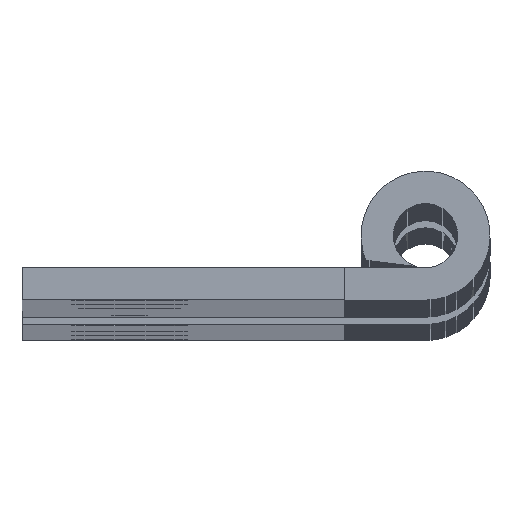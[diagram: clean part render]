
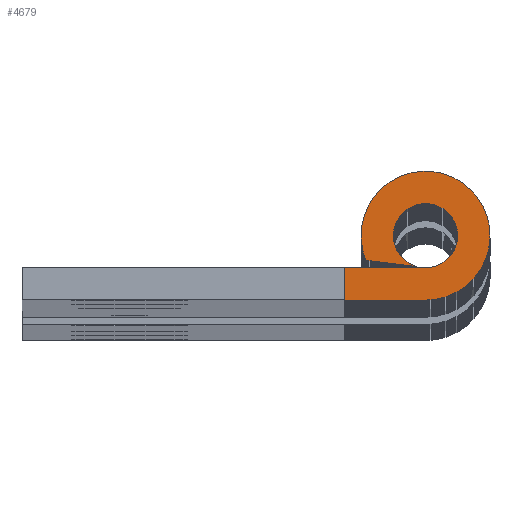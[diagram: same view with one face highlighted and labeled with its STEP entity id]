
A CAD part, top view. The second image highlights one B-rep face of the part: STEP entity #4679.
In plain terms, the highlighted planar face has unit normal (0, 0, 1).
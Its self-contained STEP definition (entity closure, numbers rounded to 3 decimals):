
#3778=CARTESIAN_POINT('',(17.472,-23.224,533.));
#3779=VERTEX_POINT('',#3778);
#3786=CARTESIAN_POINT('',(21.244,-23.224,533.));
#3787=VERTEX_POINT('',#3786);
#3788=CARTESIAN_POINT('',(17.472,-23.224,533.));
#3789=DIRECTION('',(1.0,0.0,0.0));
#3790=VECTOR('',#3789,3.772);
#3791=LINE('',#3788,#3790);
#3792=EDGE_CURVE('',#3779,#3787,#3791,.T.);
#4621=CARTESIAN_POINT('',(17.472,-24.724,533.));
#4622=VERTEX_POINT('',#4621);
#4629=CARTESIAN_POINT('',(17.472,-24.724,533.));
#4630=DIRECTION('',(0.0,1.0,0.0));
#4631=VECTOR('',#4630,1.5);
#4632=LINE('',#4629,#4631);
#4633=EDGE_CURVE('',#4622,#3779,#4632,.T.);
#4638=CARTESIAN_POINT('',(17.472,-24.724,533.));
#4639=DIRECTION('',(0.0,0.0,-1.0));
#4640=DIRECTION('',(-1.0,0.0,0.0));
#4641=AXIS2_PLACEMENT_3D('',#4638,#4639,#4640);
#4642=PLANE('',#4641);
#4643=ORIENTED_EDGE('',*,*,#3792,.F.);
#4644=ORIENTED_EDGE('',*,*,#4633,.F.);
#4645=CARTESIAN_POINT('',(21.244,-24.724,533.));
#4646=VERTEX_POINT('',#4645);
#4647=CARTESIAN_POINT('',(21.244,-24.724,533.));
#4648=DIRECTION('',(-1.0,0.0,0.0));
#4649=VECTOR('',#4648,3.772);
#4650=LINE('',#4647,#4649);
#4651=EDGE_CURVE('',#4646,#4622,#4650,.T.);
#4652=ORIENTED_EDGE('',*,*,#4651,.F.);
#4653=CARTESIAN_POINT('',(18.472,-22.872,533.));
#4654=VERTEX_POINT('',#4653);
#4655=CARTESIAN_POINT('',(21.244,-21.724,533.));
#4656=DIRECTION('',(0.0,0.0,-1.0));
#4657=DIRECTION('',(0.0,-1.0,0.0));
#4658=AXIS2_PLACEMENT_3D('',#4655,#4656,#4657);
#4659=CIRCLE('',#4658,3.);
#4660=EDGE_CURVE('',#4654,#4646,#4659,.T.);
#4661=ORIENTED_EDGE('',*,*,#4660,.F.);
#4662=CARTESIAN_POINT('',(20.819,-23.163,533.));
#4663=VERTEX_POINT('',#4662);
#4664=CARTESIAN_POINT('',(20.819,-23.163,533.));
#4665=DIRECTION('',(-0.992,0.123,0.0));
#4666=VECTOR('',#4665,2.365);
#4667=LINE('',#4664,#4666);
#4668=EDGE_CURVE('',#4663,#4654,#4667,.T.);
#4669=ORIENTED_EDGE('',*,*,#4668,.F.);
#4670=CARTESIAN_POINT('',(21.244,-21.724,533.));
#4671=DIRECTION('',(0.0,0.0,1.0));
#4672=DIRECTION('',(0.0,1.0,0.0));
#4673=AXIS2_PLACEMENT_3D('',#4670,#4671,#4672);
#4674=CIRCLE('',#4673,1.5);
#4675=EDGE_CURVE('',#3787,#4663,#4674,.T.);
#4676=ORIENTED_EDGE('',*,*,#4675,.F.);
#4677=EDGE_LOOP('',(#4643,#4644,#4652,#4661,#4669,#4676));
#4678=FACE_OUTER_BOUND('',#4677,.T.);
#4679=ADVANCED_FACE('',(#4678),#4642,.F.);
